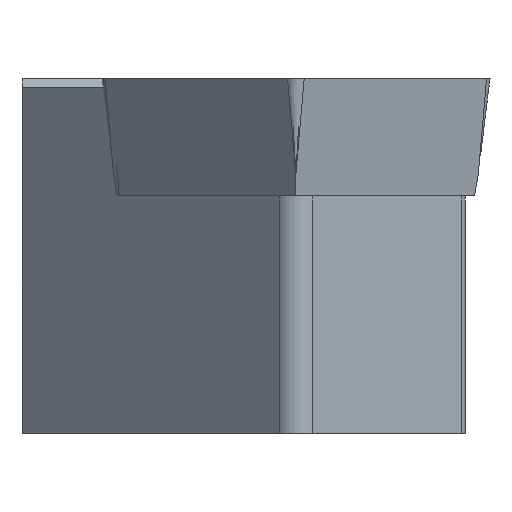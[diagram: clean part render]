
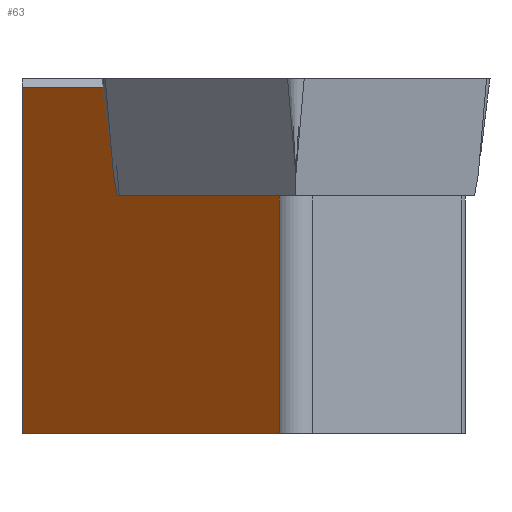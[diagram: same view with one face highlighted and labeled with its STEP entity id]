
A CAD part, left-side view. The second image highlights one B-rep face of the part: STEP entity #63.
In plain terms, the highlighted planar face has unit normal (-0.707, 0.707, 0).
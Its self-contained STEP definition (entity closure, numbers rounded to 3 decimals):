
#63=ADVANCED_FACE('',(#111),#88,.F.);
#88=PLANE('',#539);
#111=FACE_OUTER_BOUND('',#138,.T.);
#138=EDGE_LOOP('',(#186,#187,#188,#189,#190,#191));
#186=ORIENTED_EDGE('',*,*,#363,.F.);
#187=ORIENTED_EDGE('',*,*,#347,.F.);
#188=ORIENTED_EDGE('',*,*,#364,.F.);
#189=ORIENTED_EDGE('',*,*,#365,.F.);
#190=ORIENTED_EDGE('',*,*,#361,.T.);
#191=ORIENTED_EDGE('',*,*,#366,.F.);
#302=VERTEX_POINT('',#710);
#303=VERTEX_POINT('',#712);
#312=VERTEX_POINT('',#738);
#313=VERTEX_POINT('',#740);
#314=VERTEX_POINT('',#744);
#315=VERTEX_POINT('',#746);
#347=EDGE_CURVE('',#302,#303,#415,.T.);
#361=EDGE_CURVE('',#313,#312,#426,.T.);
#363=EDGE_CURVE('',#303,#314,#427,.T.);
#364=EDGE_CURVE('',#315,#302,#428,.T.);
#365=EDGE_CURVE('',#313,#315,#429,.T.);
#366=EDGE_CURVE('',#314,#312,#430,.T.);
#415=LINE('',#711,#475);
#426=LINE('',#739,#486);
#427=LINE('',#743,#487);
#428=LINE('',#745,#488);
#429=LINE('',#747,#489);
#430=LINE('',#748,#490);
#475=VECTOR('',#573,1.);
#486=VECTOR('',#598,1.);
#487=VECTOR('',#603,1.);
#488=VECTOR('',#604,1.);
#489=VECTOR('',#605,1.);
#490=VECTOR('',#606,1.);
#539=AXIS2_PLACEMENT_3D('',#749,#607,#608);
#573=DIRECTION('',(-0.707,-0.707,0.));
#598=DIRECTION('',(0.,0.,1.));
#603=DIRECTION('',(-0.086,-0.086,-0.993));
#604=DIRECTION('',(0.,0.,1.));
#605=DIRECTION('',(0.707,0.707,0.));
#606=DIRECTION('',(-0.707,-0.707,0.));
#607=DIRECTION('',(0.707,-0.707,0.));
#608=DIRECTION('',(0.707,0.707,0.));
#710=CARTESIAN_POINT('',(10.096,0.,-0.3));
#711=CARTESIAN_POINT('',(1.396,-8.699,-0.3));
#712=CARTESIAN_POINT('',(7.125,-2.971,-0.3));
#738=CARTESIAN_POINT('',(1.396,-8.699,-3.97));
#739=CARTESIAN_POINT('',(1.396,-8.699,-30.));
#740=CARTESIAN_POINT('',(1.396,-8.699,-12.));
#743=CARTESIAN_POINT('',(4.499,-5.596,-30.539));
#744=CARTESIAN_POINT('',(6.806,-3.29,-3.97));
#745=CARTESIAN_POINT('',(10.096,0.,-30.));
#746=CARTESIAN_POINT('',(10.096,0.,-12.));
#747=CARTESIAN_POINT('',(1.396,-8.699,-12.));
#748=CARTESIAN_POINT('',(1.396,-8.699,-3.97));
#749=CARTESIAN_POINT('',(1.396,-8.699,-30.));
